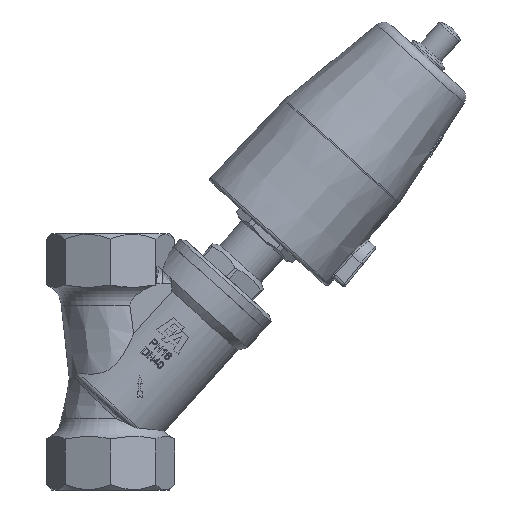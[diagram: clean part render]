
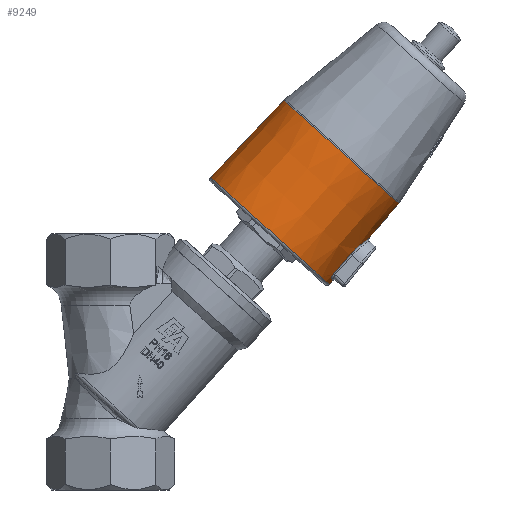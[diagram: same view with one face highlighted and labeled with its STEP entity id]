
A CAD part, front view. The second image highlights one B-rep face of the part: STEP entity #9249.
In plain terms, the highlighted conical face has half-angle 1.5 degrees and reference radius 36.808 mm.
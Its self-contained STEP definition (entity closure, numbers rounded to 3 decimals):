
#106=CONICAL_SURFACE('',#10249,36.808,0.026);
#156=FACE_BOUND('',#3300,.T.);
#452=CIRCLE('',#10247,37.396);
#454=CIRCLE('',#10250,37.46);
#455=CIRCLE('',#10251,37.46);
#456=CIRCLE('',#10252,36.156);
#457=CIRCLE('',#10253,36.156);
#458=CIRCLE('',#10254,36.156);
#459=CIRCLE('',#10255,37.46);
#842=B_SPLINE_CURVE_WITH_KNOTS('',3,(#18932,#18933,#18934,#18935),
 .UNSPECIFIED.,.F.,.F.,(4,4),(1.013,1.021),
 .UNSPECIFIED.);
#843=B_SPLINE_CURVE_WITH_KNOTS('',3,(#18967,#18968,#18969,#18970,#18971,
#18972),.UNSPECIFIED.,.F.,.F.,(4,1,1,4),(-0.409,-0.292,
-0.175,0.),.UNSPECIFIED.);
#845=B_SPLINE_CURVE_WITH_KNOTS('',3,(#19033,#19034,#19035,#19036,#19037,
#19038,#19039,#19040,#19041,#19042),.UNSPECIFIED.,.F.,.F.,(4,1,1,1,1,1,
1,4),(-3.528,-3.024,-2.52,-2.016,
-1.512,-1.008,-0.504,0.),
 .UNSPECIFIED.);
#846=B_SPLINE_CURVE_WITH_KNOTS('',3,(#19071,#19072,#19073,#19074),
 .UNSPECIFIED.,.F.,.F.,(4,4),(-1.021,-1.013),
 .UNSPECIFIED.);
#847=B_SPLINE_CURVE_WITH_KNOTS('',3,(#19100,#19101,#19102,#19103,#19104),
 .UNSPECIFIED.,.F.,.F.,(4,1,4),(-0.409,-0.175,0.),
 .UNSPECIFIED.);
#1422=LINE('',#19117,#1954);
#1954=VECTOR('',#12446,36.808);
#2735=FACE_OUTER_BOUND('',#3299,.T.);
#3299=EDGE_LOOP('',(#8163,#8164,#8165,#8166,#8167,#8168,#8169,#8170));
#3300=EDGE_LOOP('',(#8171,#8172,#8173,#8174,#8175,#8176));
#4339=VERTEX_POINT('',#18928);
#4340=VERTEX_POINT('',#18930);
#4341=VERTEX_POINT('',#18966);
#4343=VERTEX_POINT('',#19031);
#4344=VERTEX_POINT('',#19044);
#4346=VERTEX_POINT('',#19069);
#4347=VERTEX_POINT('',#19111);
#4348=VERTEX_POINT('',#19112);
#4349=VERTEX_POINT('',#19114);
#4350=VERTEX_POINT('',#19116);
#4351=VERTEX_POINT('',#19118);
#4352=VERTEX_POINT('',#19120);
#5650=EDGE_CURVE('',#4340,#4339,#842,.T.);
#5651=EDGE_CURVE('',#4339,#4341,#843,.T.);
#5655=EDGE_CURVE('',#4343,#4340,#845,.T.);
#5658=EDGE_CURVE('',#4341,#4344,#452,.T.);
#5660=EDGE_CURVE('',#4346,#4343,#846,.T.);
#5661=EDGE_CURVE('',#4344,#4346,#847,.T.);
#5663=EDGE_CURVE('',#4347,#4348,#454,.T.);
#5664=EDGE_CURVE('',#4349,#4347,#455,.T.);
#5665=EDGE_CURVE('',#4349,#4350,#1422,.T.);
#5666=EDGE_CURVE('',#4350,#4351,#456,.T.);
#5667=EDGE_CURVE('',#4351,#4352,#457,.T.);
#5668=EDGE_CURVE('',#4352,#4350,#458,.T.);
#5669=EDGE_CURVE('',#4348,#4349,#459,.T.);
#8163=ORIENTED_EDGE('',*,*,#5663,.F.);
#8164=ORIENTED_EDGE('',*,*,#5664,.F.);
#8165=ORIENTED_EDGE('',*,*,#5665,.T.);
#8166=ORIENTED_EDGE('',*,*,#5666,.T.);
#8167=ORIENTED_EDGE('',*,*,#5667,.T.);
#8168=ORIENTED_EDGE('',*,*,#5668,.T.);
#8169=ORIENTED_EDGE('',*,*,#5665,.F.);
#8170=ORIENTED_EDGE('',*,*,#5669,.F.);
#8171=ORIENTED_EDGE('',*,*,#5650,.F.);
#8172=ORIENTED_EDGE('',*,*,#5655,.F.);
#8173=ORIENTED_EDGE('',*,*,#5660,.F.);
#8174=ORIENTED_EDGE('',*,*,#5661,.F.);
#8175=ORIENTED_EDGE('',*,*,#5658,.F.);
#8176=ORIENTED_EDGE('',*,*,#5651,.F.);
#9249=ADVANCED_FACE('',(#2735,#156),#106,.T.);
#10247=AXIS2_PLACEMENT_3D('',#19048,#12436,#12437);
#10249=AXIS2_PLACEMENT_3D('',#19110,#12440,#12441);
#10250=AXIS2_PLACEMENT_3D('',#19113,#12442,#12443);
#10251=AXIS2_PLACEMENT_3D('',#19115,#12444,#12445);
#10252=AXIS2_PLACEMENT_3D('',#19119,#12447,#12448);
#10253=AXIS2_PLACEMENT_3D('',#19121,#12449,#12450);
#10254=AXIS2_PLACEMENT_3D('',#19122,#12451,#12452);
#10255=AXIS2_PLACEMENT_3D('',#19123,#12453,#12454);
#12436=DIRECTION('center_axis',(0.,1.,0.));
#12437=DIRECTION('ref_axis',(1.,0.,0.));
#12440=DIRECTION('center_axis',(0.,-1.,0.));
#12441=DIRECTION('ref_axis',(1.,0.,0.));
#12442=DIRECTION('center_axis',(0.,-1.,0.));
#12443=DIRECTION('ref_axis',(1.,0.,0.));
#12444=DIRECTION('center_axis',(0.,-1.,0.));
#12445=DIRECTION('ref_axis',(1.,0.,0.));
#12446=DIRECTION('',(0.026,1.,0.));
#12447=DIRECTION('center_axis',(0.,-1.,0.));
#12448=DIRECTION('ref_axis',(1.,0.,0.));
#12449=DIRECTION('center_axis',(0.,-1.,0.));
#12450=DIRECTION('ref_axis',(1.,0.,0.));
#12451=DIRECTION('center_axis',(0.,-1.,0.));
#12452=DIRECTION('ref_axis',(1.,0.,0.));
#12453=DIRECTION('center_axis',(0.,-1.,0.));
#12454=DIRECTION('ref_axis',(1.,0.,0.));
#18928=CARTESIAN_POINT('',(35.47,6.565,11.631));
#18930=CARTESIAN_POINT('',(35.273,18.894,11.19));
#18932=CARTESIAN_POINT('Ctrl Pts',(35.273,18.894,11.19));
#18933=CARTESIAN_POINT('Ctrl Pts',(35.339,14.795,11.337));
#18934=CARTESIAN_POINT('Ctrl Pts',(35.405,10.685,11.484));
#18935=CARTESIAN_POINT('Ctrl Pts',(35.47,6.565,11.631));
#18966=CARTESIAN_POINT('',(36.247,3.974,9.198));
#18967=CARTESIAN_POINT('Ctrl Pts',(35.47,6.565,11.631));
#18968=CARTESIAN_POINT('Ctrl Pts',(35.476,6.176,11.645));
#18969=CARTESIAN_POINT('Ctrl Pts',(35.55,5.387,11.489));
#18970=CARTESIAN_POINT('Ctrl Pts',(35.841,4.306,10.661));
#18971=CARTESIAN_POINT('Ctrl Pts',(36.107,3.974,9.75));
#18972=CARTESIAN_POINT('Ctrl Pts',(36.247,3.974,9.198));
#19031=CARTESIAN_POINT('',(35.273,18.894,-11.19));
#19033=CARTESIAN_POINT('Ctrl Pts',(35.273,18.894,-11.19));
#19034=CARTESIAN_POINT('Ctrl Pts',(35.246,20.572,-11.13));
#19035=CARTESIAN_POINT('Ctrl Pts',(35.435,23.905,-10.281));
#19036=CARTESIAN_POINT('Ctrl Pts',(36.16,27.866,-7.07));
#19037=CARTESIAN_POINT('Ctrl Pts',(36.736,30.06,-2.538));
#19038=CARTESIAN_POINT('Ctrl Pts',(36.74,30.067,2.522));
#19039=CARTESIAN_POINT('Ctrl Pts',(36.16,27.869,7.064));
#19040=CARTESIAN_POINT('Ctrl Pts',(35.438,23.917,10.274));
#19041=CARTESIAN_POINT('Ctrl Pts',(35.246,20.572,11.13));
#19042=CARTESIAN_POINT('Ctrl Pts',(35.273,18.894,11.19));
#19044=CARTESIAN_POINT('',(36.247,3.974,-9.198));
#19048=CARTESIAN_POINT('Origin',(0.,3.974,0.));
#19069=CARTESIAN_POINT('',(35.47,6.565,-11.631));
#19071=CARTESIAN_POINT('Ctrl Pts',(35.47,6.565,-11.631));
#19072=CARTESIAN_POINT('Ctrl Pts',(35.405,10.685,-11.484));
#19073=CARTESIAN_POINT('Ctrl Pts',(35.339,14.795,-11.337));
#19074=CARTESIAN_POINT('Ctrl Pts',(35.273,18.894,-11.19));
#19100=CARTESIAN_POINT('Ctrl Pts',(36.247,3.974,-9.198));
#19101=CARTESIAN_POINT('Ctrl Pts',(36.06,3.974,-9.933));
#19102=CARTESIAN_POINT('Ctrl Pts',(35.67,4.601,-11.203));
#19103=CARTESIAN_POINT('Ctrl Pts',(35.479,5.982,-11.652));
#19104=CARTESIAN_POINT('Ctrl Pts',(35.47,6.565,-11.631));
#19110=CARTESIAN_POINT('Origin',(0.,26.441,0.));
#19111=CARTESIAN_POINT('',(37.46,1.539,0.));
#19112=CARTESIAN_POINT('',(0.,1.539,37.46));
#19113=CARTESIAN_POINT('Origin',(0.,1.539,0.));
#19114=CARTESIAN_POINT('',(-37.46,1.539,0.));
#19115=CARTESIAN_POINT('Origin',(0.,1.539,0.));
#19116=CARTESIAN_POINT('',(-36.156,51.342,0.));
#19117=CARTESIAN_POINT('',(-36.808,26.441,0.));
#19118=CARTESIAN_POINT('',(36.156,51.342,0.));
#19119=CARTESIAN_POINT('Origin',(0.,51.342,0.));
#19120=CARTESIAN_POINT('',(0.,51.342,36.156));
#19121=CARTESIAN_POINT('Origin',(0.,51.342,0.));
#19122=CARTESIAN_POINT('Origin',(0.,51.342,0.));
#19123=CARTESIAN_POINT('Origin',(0.,1.539,0.));
